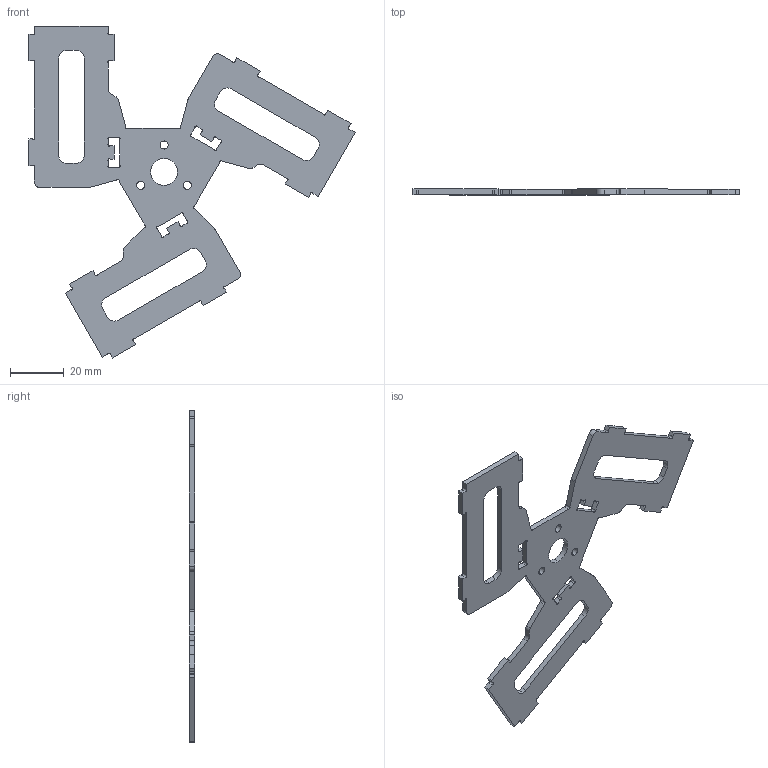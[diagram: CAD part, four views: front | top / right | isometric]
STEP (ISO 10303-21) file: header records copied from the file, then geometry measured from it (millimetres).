
FILE_DESCRIPTION (( 'STEP AP214' ), '1' );
FILE_NAME ('CFplate-hipbottom v2.STEP', '2024-05-09T04:26:08', ( '' ), ( '' ), 'SwSTEP 2.0', 'SolidWorks 2023', '' );
FILE_SCHEMA (( 'AUTOMOTIVE_DESIGN' ));
Length unit declared in the file: millimetre
Products named in the file (1): CFplate-hipbottom v2
Bounding box: 121.37 x 2.1 x 123.42 mm (x, y, z)
Volume: 10861.5 mm3; surface area: 12521.6 mm2
Topology: 1 solids, 1 shells, 194 faces, 576 edges, 384 vertices
Faces by surface type: plane 98, cylinder 96
Entity records: 6615 total; most frequent: DIRECTION 1158, CARTESIAN_POINT 1155, ORIENTED_EDGE 1152, EDGE_CURVE 576, AXIS2_PLACEMENT_3D 387, VECTOR 384, VERTEX_POINT 384, LINE 384
